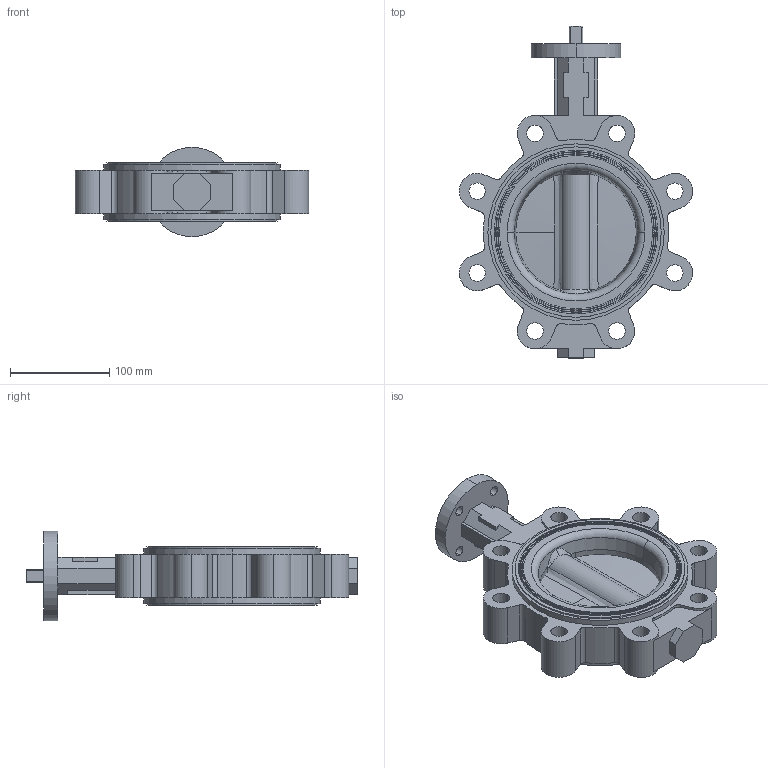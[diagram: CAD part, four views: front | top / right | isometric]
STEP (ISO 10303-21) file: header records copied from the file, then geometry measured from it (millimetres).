
FILE_DESCRIPTION (( 'STEP AP214' ), '1' );
FILE_NAME ('NS-0500-LUG.step', '2019-03-07T20:51:13', ( '' ), ( '' ), 'SwSTEP 2.0', 'SolidWorks 2019', '' );
FILE_SCHEMA (( 'AUTOMOTIVE_DESIGN' ));
Length unit declared in the file: inch
Products named in the file (1): NS-0500-LUG
Bounding box: 235.54 x 335.03 x 90 mm (x, y, z)
Surface area: 196563.7 mm2 (no closed solid volume)
Topology: 0 solids, 6 shells, 225 faces, 635 edges, 424 vertices
Faces by surface type: cylinder 103, plane 74, cone 20, torus 16, bspline 12
Entity records: 13560 total; most frequent: CARTESIAN_POINT 4675, DIRECTION 1271, ORIENTED_EDGE 1210, EDGE_CURVE 635, AXIS2_PLACEMENT_3D 494, VERTEX_POINT 424, VECTOR 283, LINE 283
